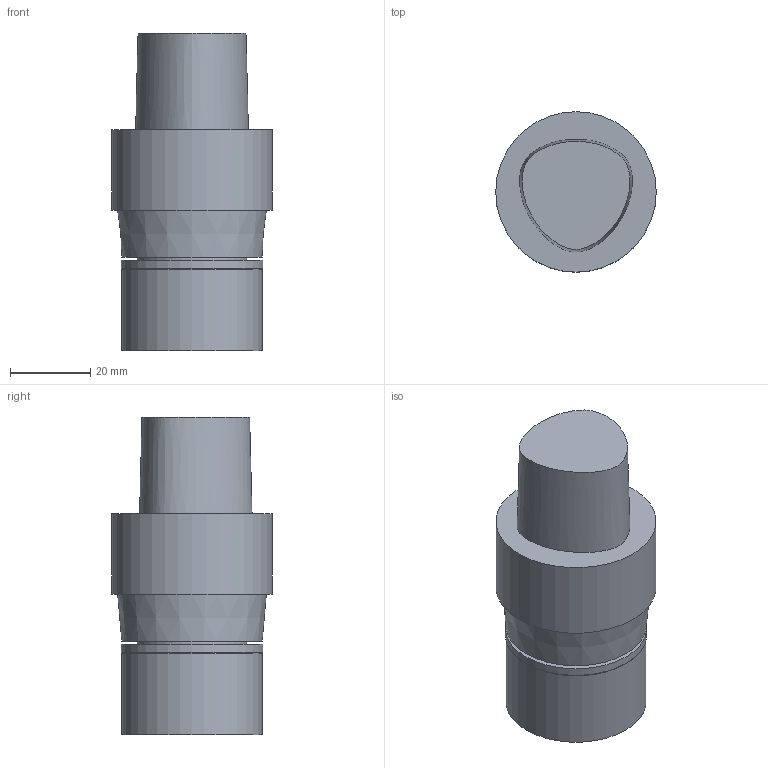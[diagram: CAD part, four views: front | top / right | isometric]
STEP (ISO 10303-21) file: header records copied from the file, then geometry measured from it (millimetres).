
FILE_DESCRIPTION((''),'1');
FILE_NAME('C4-MEGA10E-55.stp','2012-11-13T04:34:23',(''),(''),'Spatial Interop R18','Kubotek KeyCreator V8.5.1 (14335)',' ');
FILE_SCHEMA(('CONFIG_CONTROL_DESIGN'));
Length unit declared in the file: millimetre
Products named in the file (1): 1
Bounding box: 39.98 x 39.98 x 79 mm (x, y, z)
Volume: 73096.7 mm3; surface area: 11570.6 mm2
Topology: 1 solids, 1 shells, 13 faces, 19 edges, 12 vertices
Faces by surface type: plane 6, cylinder 4, cone 2, bspline 1
Full cylindrical faces by diameter (mm): 27.4 x1, 35 x1, 35.3 x1, 39.98 x1
Entity records: 821 total; most frequent: CARTESIAN_POINT 568, DIRECTION 46, ORIENTED_EDGE 26, AXIS2_PLACEMENT_3D 23, EDGE_LOOP 23, FACE_BOUND 16, ADVANCED_FACE 13, EDGE_CURVE 13
